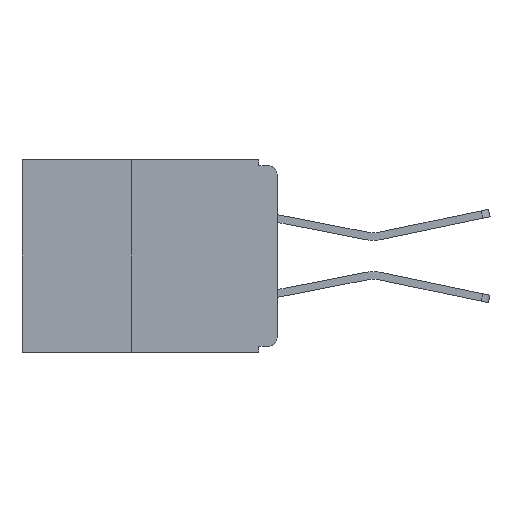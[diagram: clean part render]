
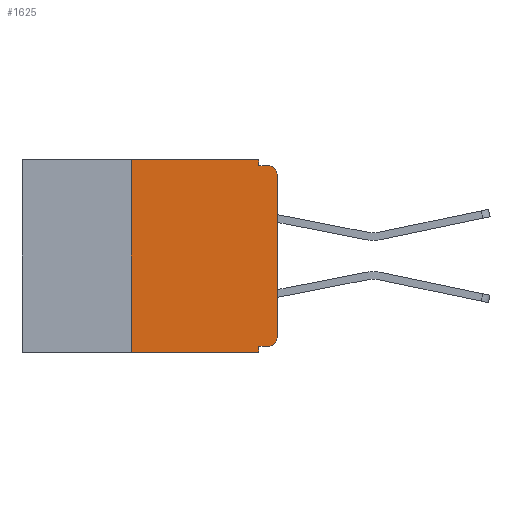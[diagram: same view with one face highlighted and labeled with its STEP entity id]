
A CAD part, left-side view. The second image highlights one B-rep face of the part: STEP entity #1625.
In plain terms, the highlighted planar face has unit normal (-1, 0, 0).
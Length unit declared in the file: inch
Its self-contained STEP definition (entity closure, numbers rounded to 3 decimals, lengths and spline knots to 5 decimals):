
#204 = ORIENTED_EDGE ( 'NONE', *, *, #14891, .F. ) ;
#260 = PLANE ( 'NONE',  #7668 ) ;
#337 = VERTEX_POINT ( 'NONE', #6194 ) ;
#392 = DIRECTION ( 'NONE',  ( 0., -1., 0. ) ) ;
#761 = VECTOR ( 'NONE', #9675, 39.37008 ) ;
#808 = DIRECTION ( 'NONE',  ( -1., 0., 0. ) ) ;
#991 = VERTEX_POINT ( 'NONE', #4205 ) ;
#1092 = CARTESIAN_POINT ( 'NONE',  ( 0., 0.031, 0. ) ) ;
#1152 = VECTOR ( 'NONE', #10624, 39.37008 ) ;
#1166 = LINE ( 'NONE', #5856, #761 ) ;
#1228 = ORIENTED_EDGE ( 'NONE', *, *, #6714, .T. ) ;
#1550 = CIRCLE ( 'NONE', #8267, 0.015 ) ;
#1625 = ADVANCED_FACE ( 'NONE', ( #3527 ), #260, .F. ) ;
#1645 = VERTEX_POINT ( 'NONE', #12784 ) ;
#1667 = CARTESIAN_POINT ( 'NONE',  ( 0., 0.031, -0.33 ) ) ;
#1780 = CIRCLE ( 'NONE', #16154, 0.015 ) ;
#1888 = LINE ( 'NONE', #15490, #4547 ) ;
#1933 = VERTEX_POINT ( 'NONE', #13578 ) ;
#1980 = EDGE_CURVE ( 'NONE', #991, #4605, #1888, .T. ) ;
#2198 = CARTESIAN_POINT ( 'NONE',  ( 0., 0.25, -0.33 ) ) ;
#3027 = VECTOR ( 'NONE', #8587, 39.37008 ) ;
#3259 = LINE ( 'NONE', #2198, #6285 ) ;
#3347 = ORIENTED_EDGE ( 'NONE', *, *, #13850, .F. ) ;
#3398 = ORIENTED_EDGE ( 'NONE', *, *, #8472, .F. ) ;
#3527 = FACE_OUTER_BOUND ( 'NONE', #4231, .T. ) ;
#3592 = ORIENTED_EDGE ( 'NONE', *, *, #14975, .F. ) ;
#3597 = CARTESIAN_POINT ( 'NONE',  ( 0., 0.031, 0. ) ) ;
#3648 = VERTEX_POINT ( 'NONE', #9770 ) ;
#4205 = CARTESIAN_POINT ( 'NONE',  ( 0., 0.031, -0.32 ) ) ;
#4231 = EDGE_LOOP ( 'NONE', ( #6164, #10898, #204, #3398, #11969, #3347, #8670, #10429, #3592, #1228 ) ) ;
#4547 = VECTOR ( 'NONE', #11450, 39.37008 ) ;
#4605 = VERTEX_POINT ( 'NONE', #1667 ) ;
#4732 = CARTESIAN_POINT ( 'NONE',  ( 0., 0., -0.32 ) ) ;
#5077 = EDGE_CURVE ( 'NONE', #3648, #337, #1780, .T. ) ;
#5462 = CARTESIAN_POINT ( 'NONE',  ( 0., 0.031, -0.01 ) ) ;
#5564 = CARTESIAN_POINT ( 'NONE',  ( 0., 0.25, -0.33 ) ) ;
#5603 = CARTESIAN_POINT ( 'NONE',  ( 0., 0., -0.305 ) ) ;
#5642 = DIRECTION ( 'NONE',  ( -1., 0., 0. ) ) ;
#5856 = CARTESIAN_POINT ( 'NONE',  ( 0., 0., -0.01 ) ) ;
#6081 = VECTOR ( 'NONE', #9283, 39.37008 ) ;
#6164 = ORIENTED_EDGE ( 'NONE', *, *, #15975, .T. ) ;
#6194 = CARTESIAN_POINT ( 'NONE',  ( 0., 0.015, -0.01 ) ) ;
#6285 = VECTOR ( 'NONE', #9969, 39.37008 ) ;
#6714 = EDGE_CURVE ( 'NONE', #1645, #13383, #1550, .T. ) ;
#6829 = LINE ( 'NONE', #4732, #3027 ) ;
#7325 = EDGE_CURVE ( 'NONE', #1933, #9027, #15369, .T. ) ;
#7668 = AXIS2_PLACEMENT_3D ( 'NONE', #15235, #14249, #11825 ) ;
#8267 = AXIS2_PLACEMENT_3D ( 'NONE', #13322, #5642, #14581 ) ;
#8362 = VECTOR ( 'NONE', #11420, 39.37008 ) ;
#8472 = EDGE_CURVE ( 'NONE', #9027, #14705, #8752, .T. ) ;
#8534 = CARTESIAN_POINT ( 'NONE',  ( 0., 0.015, -0.025 ) ) ;
#8587 = DIRECTION ( 'NONE',  ( 0., 1., 0. ) ) ;
#8670 = ORIENTED_EDGE ( 'NONE', *, *, #14069, .T. ) ;
#8752 = LINE ( 'NONE', #1092, #8362 ) ;
#9027 = VERTEX_POINT ( 'NONE', #3597 ) ;
#9283 = DIRECTION ( 'NONE',  ( 0., -1., 0. ) ) ;
#9340 = CARTESIAN_POINT ( 'NONE',  ( 0., 0., 0. ) ) ;
#9675 = DIRECTION ( 'NONE',  ( 0., -1., 0. ) ) ;
#9770 = CARTESIAN_POINT ( 'NONE',  ( 0., 0., -0.025 ) ) ;
#9835 = DIRECTION ( 'NONE',  ( 0., 0., -1. ) ) ;
#9969 = DIRECTION ( 'NONE',  ( 0., 0., 1. ) ) ;
#10429 = ORIENTED_EDGE ( 'NONE', *, *, #1980, .F. ) ;
#10624 = DIRECTION ( 'NONE',  ( 0., 0., 1. ) ) ;
#10892 = VERTEX_POINT ( 'NONE', #5564 ) ;
#10898 = ORIENTED_EDGE ( 'NONE', *, *, #5077, .T. ) ;
#11420 = DIRECTION ( 'NONE',  ( 0., 0., -1. ) ) ;
#11450 = DIRECTION ( 'NONE',  ( 0., 0., -1. ) ) ;
#11825 = DIRECTION ( 'NONE',  ( 0., 0., -1. ) ) ;
#11969 = ORIENTED_EDGE ( 'NONE', *, *, #7325, .F. ) ;
#12026 = VECTOR ( 'NONE', #392, 39.37008 ) ;
#12784 = CARTESIAN_POINT ( 'NONE',  ( 0., 0.015, -0.32 ) ) ;
#13245 = CARTESIAN_POINT ( 'NONE',  ( 0., 0.437, 0. ) ) ;
#13322 = CARTESIAN_POINT ( 'NONE',  ( 0., 0.015, -0.305 ) ) ;
#13383 = VERTEX_POINT ( 'NONE', #5603 ) ;
#13578 = CARTESIAN_POINT ( 'NONE',  ( 0., 0.25, 0. ) ) ;
#13850 = EDGE_CURVE ( 'NONE', #10892, #1933, #3259, .T. ) ;
#14069 = EDGE_CURVE ( 'NONE', #10892, #4605, #16253, .T. ) ;
#14249 = DIRECTION ( 'NONE',  ( 1., 0., 0. ) ) ;
#14581 = DIRECTION ( 'NONE',  ( 0., 0., -1. ) ) ;
#14705 = VERTEX_POINT ( 'NONE', #5462 ) ;
#14825 = LINE ( 'NONE', #9340, #1152 ) ;
#14891 = EDGE_CURVE ( 'NONE', #14705, #337, #1166, .T. ) ;
#14975 = EDGE_CURVE ( 'NONE', #1645, #991, #6829, .T. ) ;
#15235 = CARTESIAN_POINT ( 'NONE',  ( 0., 0.437, 0. ) ) ;
#15369 = LINE ( 'NONE', #13245, #12026 ) ;
#15490 = CARTESIAN_POINT ( 'NONE',  ( 0., 0.031, -0.33 ) ) ;
#15629 = CARTESIAN_POINT ( 'NONE',  ( 0., 0.437, -0.33 ) ) ;
#15975 = EDGE_CURVE ( 'NONE', #13383, #3648, #14825, .T. ) ;
#16154 = AXIS2_PLACEMENT_3D ( 'NONE', #8534, #808, #9835 ) ;
#16253 = LINE ( 'NONE', #15629, #6081 ) ;
